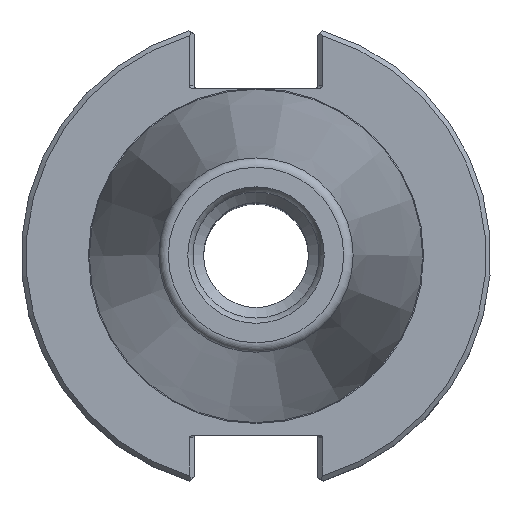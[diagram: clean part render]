
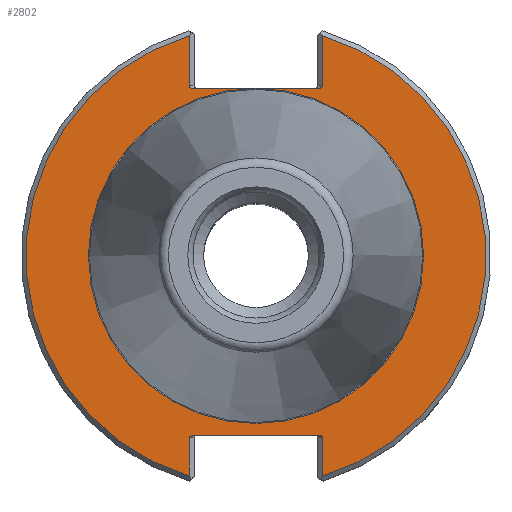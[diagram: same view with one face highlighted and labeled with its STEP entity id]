
A CAD part, top view. The second image highlights one B-rep face of the part: STEP entity #2802.
In plain terms, the highlighted planar face has unit normal (0, 0, 1).
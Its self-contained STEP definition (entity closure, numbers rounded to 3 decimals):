
#24=ELLIPSE('',#2992,0.707,0.5);
#25=ELLIPSE('',#2994,0.707,0.5);
#33=ELLIPSE('',#3022,0.707,0.5);
#34=ELLIPSE('',#3024,0.707,0.5);
#76=LINE('',#4288,#149);
#77=LINE('',#4297,#150);
#82=LINE('',#4316,#155);
#83=LINE('',#4325,#156);
#93=LINE('',#4359,#166);
#104=LINE('',#4406,#177);
#149=VECTOR('',#3423,1000.);
#150=VECTOR('',#3430,1000.);
#155=VECTOR('',#3445,1000.);
#156=VECTOR('',#3452,1000.);
#166=VECTOR('',#3478,1000.);
#177=VECTOR('',#3523,1000.);
#313=PLANE('',#3023);
#790=ORIENTED_EDGE('',*,*,#1048,.T.);
#791=ORIENTED_EDGE('',*,*,#1046,.T.);
#792=ORIENTED_EDGE('',*,*,#1042,.T.);
#793=ORIENTED_EDGE('',*,*,#1063,.F.);
#794=ORIENTED_EDGE('',*,*,#1040,.T.);
#795=ORIENTED_EDGE('',*,*,#1038,.T.);
#796=ORIENTED_EDGE('',*,*,#1036,.T.);
#797=ORIENTED_EDGE('',*,*,#1035,.T.);
#798=ORIENTED_EDGE('',*,*,#1082,.T.);
#799=ORIENTED_EDGE('',*,*,#1084,.F.);
#800=ORIENTED_EDGE('',*,*,#1085,.T.);
#801=ORIENTED_EDGE('',*,*,#1049,.T.);
#802=ORIENTED_EDGE('',*,*,#1032,.F.);
#1032=EDGE_CURVE('',#1245,#1245,#1359,.T.);
#1035=EDGE_CURVE('',#1246,#1247,#76,.T.);
#1036=EDGE_CURVE('',#1248,#1246,#1360,.T.);
#1038=EDGE_CURVE('',#1249,#1248,#77,.T.);
#1040=EDGE_CURVE('',#1250,#1249,#24,.F.);
#1042=EDGE_CURVE('',#1251,#1252,#25,.F.);
#1046=EDGE_CURVE('',#1253,#1251,#82,.T.);
#1048=EDGE_CURVE('',#1254,#1253,#1361,.T.);
#1049=EDGE_CURVE('',#1255,#1254,#83,.T.);
#1063=EDGE_CURVE('',#1250,#1252,#93,.T.);
#1082=EDGE_CURVE('',#1247,#1273,#33,.F.);
#1084=EDGE_CURVE('',#1274,#1273,#104,.T.);
#1085=EDGE_CURVE('',#1274,#1255,#34,.F.);
#1245=VERTEX_POINT('',#4279);
#1246=VERTEX_POINT('',#4285);
#1247=VERTEX_POINT('',#4287);
#1248=VERTEX_POINT('',#4291);
#1249=VERTEX_POINT('',#4298);
#1250=VERTEX_POINT('',#4302);
#1251=VERTEX_POINT('',#4306);
#1252=VERTEX_POINT('',#4307);
#1253=VERTEX_POINT('',#4315);
#1254=VERTEX_POINT('',#4322);
#1255=VERTEX_POINT('',#4326);
#1273=VERTEX_POINT('',#4403);
#1274=VERTEX_POINT('',#4407);
#1359=CIRCLE('',#2986,35.118);
#1360=CIRCLE('',#2989,48.21);
#1361=CIRCLE('',#2997,48.21);
#1542=EDGE_LOOP('',(#790,#791,#792,#793,#794,#795,#796,#797,#798,#799,#800,
#801));
#1543=EDGE_LOOP('',(#802));
#1734=FACE_BOUND('',#1542,.T.);
#1735=FACE_BOUND('',#1543,.T.);
#2802=ADVANCED_FACE('',(#1734,#1735),#313,.T.);
#2986=AXIS2_PLACEMENT_3D('',#4278,#3418,#3419);
#2989=AXIS2_PLACEMENT_3D('',#4290,#3426,#3427);
#2992=AXIS2_PLACEMENT_3D('',#4301,#3434,#3435);
#2994=AXIS2_PLACEMENT_3D('',#4305,#3439,#3440);
#2997=AXIS2_PLACEMENT_3D('',#4323,#3448,#3449);
#3022=AXIS2_PLACEMENT_3D('',#4402,#3518,#3519);
#3023=AXIS2_PLACEMENT_3D('',#4405,#3521,#3522);
#3024=AXIS2_PLACEMENT_3D('',#4408,#3524,#3525);
#3418=DIRECTION('',(0.,0.,1.));
#3419=DIRECTION('',(1.,0.,0.));
#3423=DIRECTION('',(0.,-1.,0.));
#3426=DIRECTION('',(0.,0.,1.));
#3427=DIRECTION('',(1.,0.,0.));
#3430=DIRECTION('',(0.,-1.,0.));
#3434=DIRECTION('',(0.,0.,1.));
#3435=DIRECTION('',(1.,0.,0.));
#3439=DIRECTION('',(0.,0.,1.));
#3440=DIRECTION('',(1.,0.,0.));
#3445=DIRECTION('',(0.,1.,0.));
#3448=DIRECTION('',(0.,0.,1.));
#3449=DIRECTION('',(1.,0.,0.));
#3452=DIRECTION('',(0.,1.,0.));
#3478=DIRECTION('',(-1.,0.,0.));
#3518=DIRECTION('',(0.,0.,1.));
#3519=DIRECTION('',(-1.,0.,0.));
#3521=DIRECTION('',(0.,0.,1.));
#3522=DIRECTION('',(1.,0.,0.));
#3523=DIRECTION('',(1.,0.,0.));
#3524=DIRECTION('',(0.,0.,1.));
#3525=DIRECTION('',(-1.,0.,0.));
#4278=CARTESIAN_POINT('',(0.,0.,-3.17));
#4279=CARTESIAN_POINT('',(35.118,0.,-3.17));
#4285=CARTESIAN_POINT('',(13.955,46.146,-3.17));
#4287=CARTESIAN_POINT('',(13.955,35.66,-3.17));
#4288=CARTESIAN_POINT('',(13.955,35.16,-3.17));
#4290=CARTESIAN_POINT('',(0.,0.,-3.17));
#4291=CARTESIAN_POINT('',(13.955,-46.146,-3.17));
#4297=CARTESIAN_POINT('',(13.955,-47.619,-3.17));
#4298=CARTESIAN_POINT('',(13.955,-38.07,-3.17));
#4301=CARTESIAN_POINT('',(13.248,-38.07,-3.17));
#4302=CARTESIAN_POINT('',(13.248,-37.57,-3.17));
#4305=CARTESIAN_POINT('',(-13.248,-38.07,-3.17));
#4306=CARTESIAN_POINT('',(-13.955,-38.07,-3.17));
#4307=CARTESIAN_POINT('',(-13.248,-37.57,-3.17));
#4315=CARTESIAN_POINT('',(-13.955,-46.146,-3.17));
#4316=CARTESIAN_POINT('',(-13.955,-37.57,-3.17));
#4322=CARTESIAN_POINT('',(-13.955,46.146,-3.17));
#4323=CARTESIAN_POINT('',(0.,0.,-3.17));
#4325=CARTESIAN_POINT('',(-13.955,47.619,-3.17));
#4326=CARTESIAN_POINT('',(-13.955,35.66,-3.17));
#4359=CARTESIAN_POINT('',(12.955,-37.57,-3.17));
#4402=CARTESIAN_POINT('',(13.248,35.66,-3.17));
#4403=CARTESIAN_POINT('',(13.248,35.16,-3.17));
#4405=CARTESIAN_POINT('',(35.118,0.,-3.17));
#4406=CARTESIAN_POINT('',(-12.955,35.16,-3.17));
#4407=CARTESIAN_POINT('',(-13.248,35.16,-3.17));
#4408=CARTESIAN_POINT('',(-13.248,35.66,-3.17));
